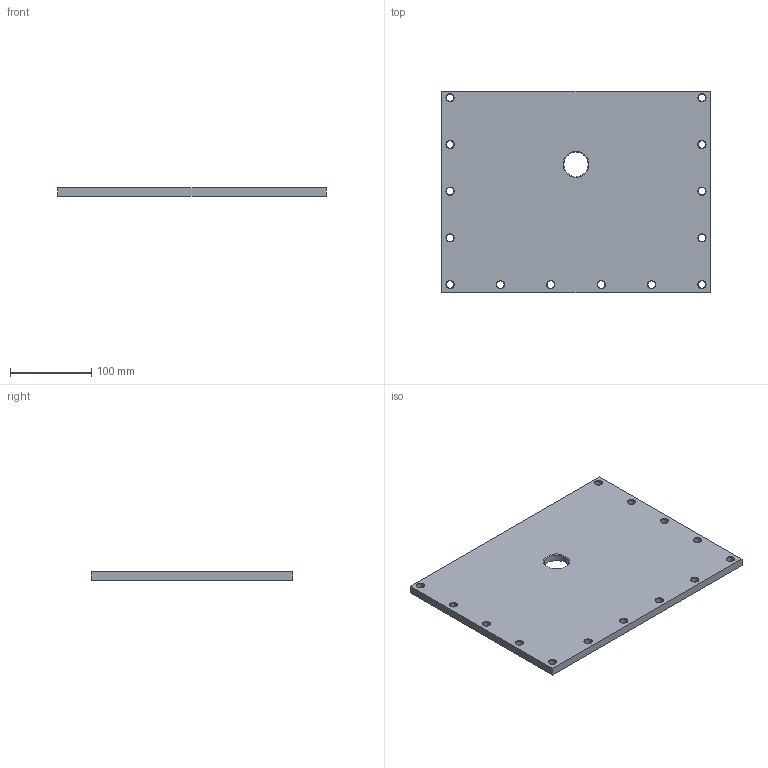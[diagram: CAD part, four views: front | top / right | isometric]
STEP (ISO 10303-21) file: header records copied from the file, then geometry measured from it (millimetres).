
FILE_DESCRIPTION((''),'2;1');
FILE_NAME('GASKET','2018-02-17T',('Harry'),(''),'CREO PARAMETRIC BY PTC INC, 2014440','CREO PARAMETRIC BY PTC INC, 2014440','');
FILE_SCHEMA(('CONFIG_CONTROL_DESIGN'));
Length unit declared in the file: millimetre
Products named in the file (1): GASKET
Bounding box: 330 x 248 x 10 mm (x, y, z)
Volume: 802005.8 mm3; surface area: 176617 mm2
Topology: 1 solids, 1 shells, 96 faces, 222 edges, 128 vertices
Faces by surface type: cone 60, cylinder 30, plane 6
Entity records: 2804 total; most frequent: DIRECTION 534, CARTESIAN_POINT 446, ORIENTED_EDGE 444, EDGE_CURVE 222, AXIS2_PLACEMENT_3D 216, VERTEX_POINT 128, EDGE_LOOP 126, CIRCLE 120
